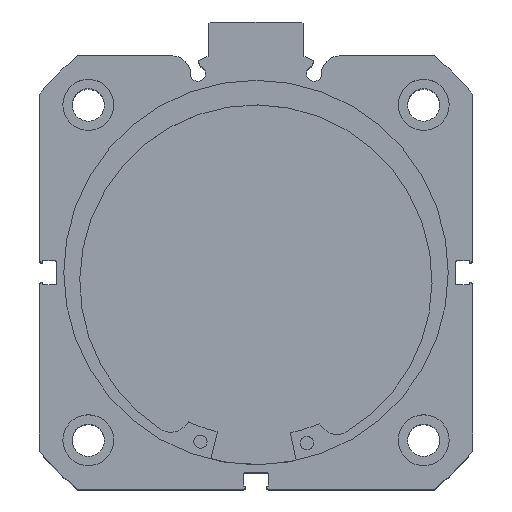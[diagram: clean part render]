
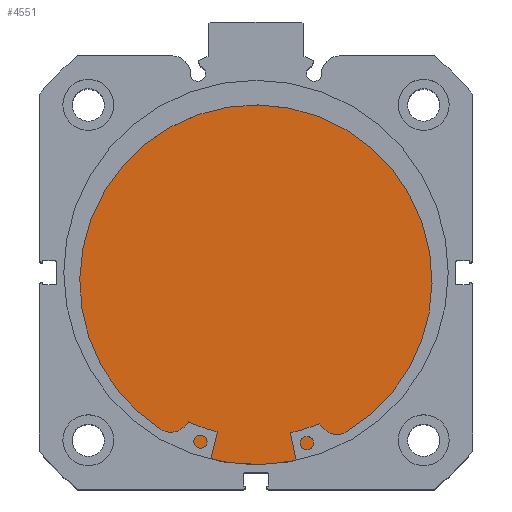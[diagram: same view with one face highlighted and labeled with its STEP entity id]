
A CAD part, top view. The second image highlights one B-rep face of the part: STEP entity #4551.
In plain terms, the highlighted face is planar.
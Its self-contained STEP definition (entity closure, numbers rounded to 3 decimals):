
#157 = EDGE_CURVE ( 'NONE', #4173, #4175, #4477, .T. ) ;
#163 = EDGE_CURVE ( 'NONE', #4175, #4173, #6941, .T. ) ;
#791 = EDGE_LOOP ( 'NONE', ( #942, #796 ) ) ;
#796 = ORIENTED_EDGE ( 'NONE', *, *, #163, .F. ) ;
#942 = ORIENTED_EDGE ( 'NONE', *, *, #157, .F. ) ;
#1218 = AXIS2_PLACEMENT_3D ( 'NONE', #1868, #1870, #1871 ) ;
#1221 = AXIS2_PLACEMENT_3D ( 'NONE', #1879, #1885, #1886 ) ;
#1481 = AXIS2_PLACEMENT_3D ( 'NONE', #6225, #6228, #6229 ) ;
#1868 = CARTESIAN_POINT ( 'NONE',  ( 13., 0., 0. ) ) ;
#1870 = DIRECTION ( 'NONE',  ( -1., 0., 0. ) ) ;
#1871 = DIRECTION ( 'NONE',  ( 0., 0., 1. ) ) ;
#1879 = CARTESIAN_POINT ( 'NONE',  ( 13., 0., 0. ) ) ;
#1885 = DIRECTION ( 'NONE',  ( -1., 0., 0. ) ) ;
#1886 = DIRECTION ( 'NONE',  ( 0., 0., 1. ) ) ;
#4173 = VERTEX_POINT ( 'NONE', #5756 ) ;
#4175 = VERTEX_POINT ( 'NONE', #5758 ) ;
#4477 = CIRCLE ( 'NONE', #1218, 51. ) ;
#4551 = ADVANCED_FACE ( 'NONE', ( #5352 ), #6226, .F. ) ;
#5352 = FACE_OUTER_BOUND ( 'NONE', #791, .T. ) ;
#5756 = CARTESIAN_POINT ( 'NONE',  ( 13., 0., 51. ) ) ;
#5758 = CARTESIAN_POINT ( 'NONE',  ( 13., 0., -51. ) ) ;
#6225 = CARTESIAN_POINT ( 'NONE',  ( 13., 51., 0. ) ) ;
#6226 = PLANE ( 'NONE',  #1481 ) ;
#6228 = DIRECTION ( 'NONE',  ( -1., 0., 0. ) ) ;
#6229 = DIRECTION ( 'NONE',  ( 0., 0., 1. ) ) ;
#6941 = CIRCLE ( 'NONE', #1221, 51. ) ;
